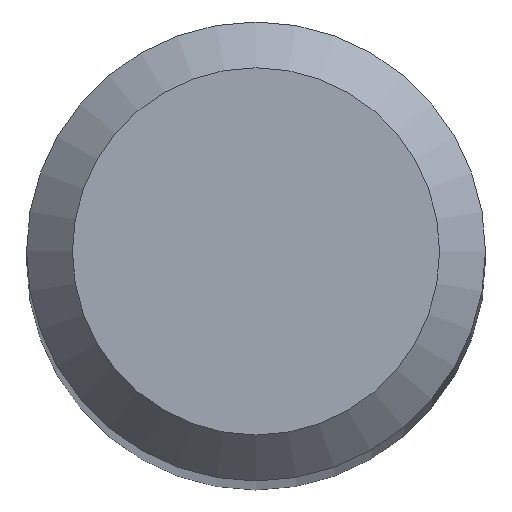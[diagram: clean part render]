
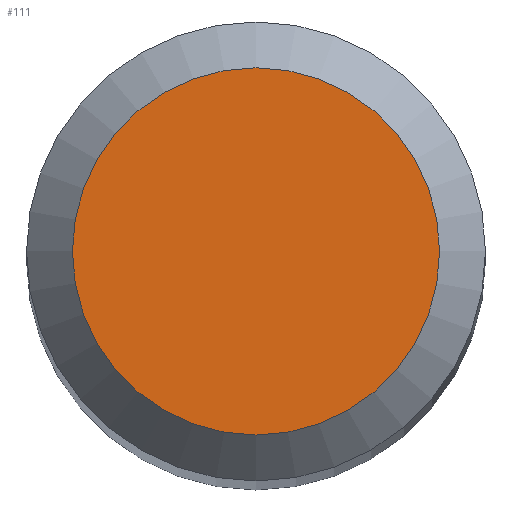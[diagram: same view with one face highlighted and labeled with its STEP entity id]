
A CAD part, top view. The second image highlights one B-rep face of the part: STEP entity #111.
In plain terms, the highlighted planar face has unit normal (0, 0, 1).
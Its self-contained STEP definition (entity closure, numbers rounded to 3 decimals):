
#11 = AXIS2_PLACEMENT_3D ( 'NONE', #130, #221, #60 ) ;
#41 = VERTEX_POINT ( 'NONE', #278 ) ;
#45 = AXIS2_PLACEMENT_3D ( 'NONE', #171, #220, #242 ) ;
#60 = DIRECTION ( 'NONE',  ( 0., 1., 0. ) ) ;
#72 = ORIENTED_EDGE ( 'NONE', *, *, #281, .F. ) ;
#100 = PLANE ( 'NONE',  #45 ) ;
#111 = ADVANCED_FACE ( 'NONE', ( #264 ), #100, .F. ) ;
#130 = CARTESIAN_POINT ( 'NONE',  ( 0., 0., 61. ) ) ;
#171 = CARTESIAN_POINT ( 'NONE',  ( 0., 0., 61. ) ) ;
#213 = EDGE_LOOP ( 'NONE', ( #72 ) ) ;
#220 = DIRECTION ( 'NONE',  ( 0., 0., -1. ) ) ;
#221 = DIRECTION ( 'NONE',  ( 0., 0., -1. ) ) ;
#235 = CIRCLE ( 'NONE', #11, 1.2 ) ;
#242 = DIRECTION ( 'NONE',  ( 0., 1., 0. ) ) ;
#264 = FACE_OUTER_BOUND ( 'NONE', #213, .T. ) ;
#278 = CARTESIAN_POINT ( 'NONE',  ( 0., 1.2, 61. ) ) ;
#281 = EDGE_CURVE ( 'NONE', #41, #41, #235, .T. ) ;
